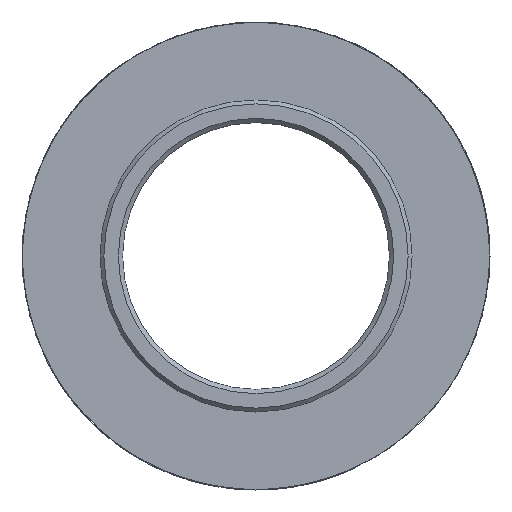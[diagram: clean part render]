
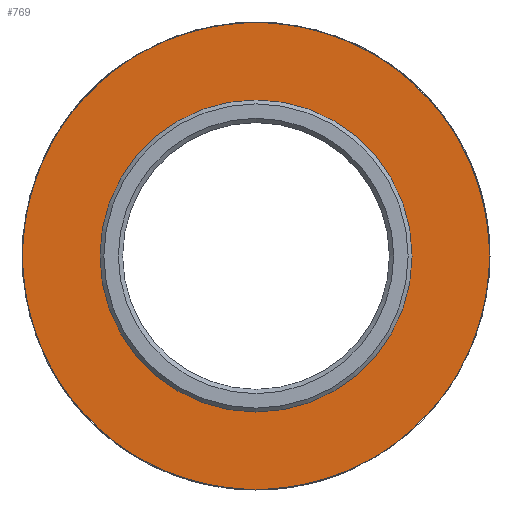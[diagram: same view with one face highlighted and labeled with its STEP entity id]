
A CAD part, left-side view. The second image highlights one B-rep face of the part: STEP entity #769.
In plain terms, the highlighted planar face has unit normal (-1, 0, 0).
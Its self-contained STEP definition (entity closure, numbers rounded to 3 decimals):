
#769=ADVANCED_FACE('',(#873,#874),#846,.F.);
#846=PLANE('',#2902);
#873=FACE_BOUND('',#991,.T.);
#874=FACE_BOUND('',#992,.T.);
#991=EDGE_LOOP('',(#1163));
#992=EDGE_LOOP('',(#1164));
#1163=ORIENTED_EDGE('',*,*,#2439,.F.);
#1164=ORIENTED_EDGE('',*,*,#2438,.T.);
#2008=VERTEX_POINT('',#3231);
#2009=VERTEX_POINT('',#3234);
#2438=EDGE_CURVE('',#2008,#2008,#2868,.T.);
#2439=EDGE_CURVE('',#2009,#2009,#2869,.T.);
#2868=CIRCLE('',#2899,30.);
#2869=CIRCLE('',#2901,20.);
#2899=AXIS2_PLACEMENT_3D('',#3230,#3032,#3033);
#2901=AXIS2_PLACEMENT_3D('',#3233,#3036,#3037);
#2902=AXIS2_PLACEMENT_3D('',#3235,#3038,#3039);
#3032=DIRECTION('',(-1.,0.,0.));
#3033=DIRECTION('',(0.,0.,1.));
#3036=DIRECTION('',(-1.,0.,0.));
#3037=DIRECTION('',(0.,0.,1.));
#3038=DIRECTION('',(1.,0.,0.));
#3039=DIRECTION('',(0.,0.,-1.));
#3230=CARTESIAN_POINT('',(0.5,0.,0.));
#3231=CARTESIAN_POINT('',(0.5,0.,30.));
#3233=CARTESIAN_POINT('',(0.5,0.,0.));
#3234=CARTESIAN_POINT('',(0.5,0.,20.));
#3235=CARTESIAN_POINT('',(0.5,30.,0.));
